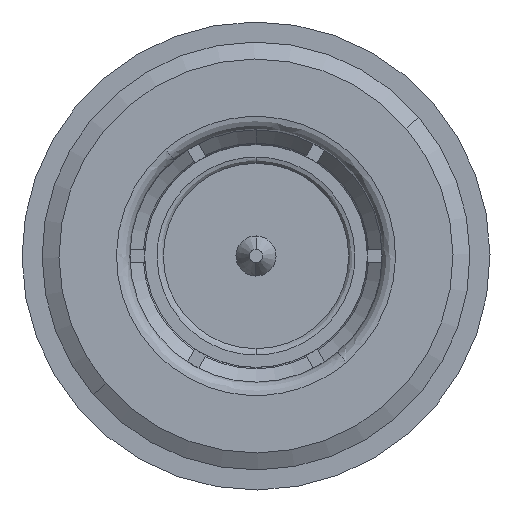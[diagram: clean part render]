
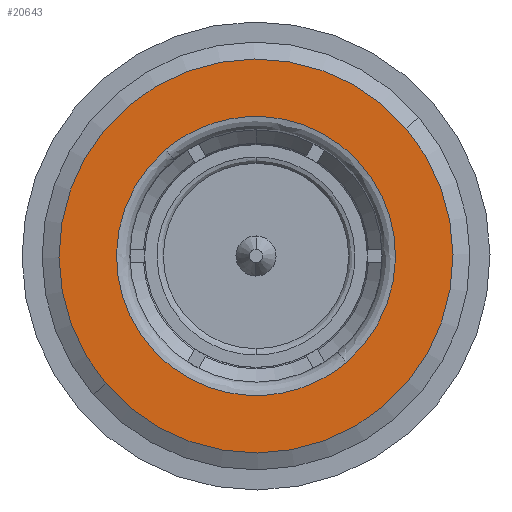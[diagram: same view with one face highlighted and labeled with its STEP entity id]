
A CAD part, left-side view. The second image highlights one B-rep face of the part: STEP entity #20643.
In plain terms, the highlighted planar face has unit normal (-1, 0, 0).
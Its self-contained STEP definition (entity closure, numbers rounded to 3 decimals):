
#1231 = EDGE_LOOP ( 'NONE', ( #14504, #21144 ) ) ;
#1461 = CARTESIAN_POINT ( 'NONE',  ( -3.48, -6.795, 1.677 ) ) ;
#1914 = DIRECTION ( 'NONE',  ( 0., -0.648, -0.761 ) ) ;
#2063 = CIRCLE ( 'NONE', #27981, 4.42 ) ;
#2309 = PLANE ( 'NONE',  #30078 ) ;
#3226 = ORIENTED_EDGE ( 'NONE', *, *, #38596, .F. ) ;
#4166 = DIRECTION ( 'NONE',  ( 0., 0.761, -0.648 ) ) ;
#4808 = VERTEX_POINT ( 'NONE', #6579 ) ;
#6241 = VERTEX_POINT ( 'NONE', #24634 ) ;
#6579 = CARTESIAN_POINT ( 'NONE',  ( -3.48, 3.365, -2.866 ) ) ;
#11125 = CARTESIAN_POINT ( 'NONE',  ( -3.48, -2.03, -2.383 ) ) ;
#11323 = DIRECTION ( 'NONE',  ( 1., 0., 0. ) ) ;
#11937 = CARTESIAN_POINT ( 'NONE',  ( -3.48, 6.795, -1.677 ) ) ;
#13882 = CARTESIAN_POINT ( 'NONE',  ( -3.48, -2.735, 6.442 ) ) ;
#14504 = ORIENTED_EDGE ( 'NONE', *, *, #28010, .F. ) ;
#15977 = CARTESIAN_POINT ( 'NONE',  ( -3.48, -3.365, 2.866 ) ) ;
#16184 = VERTEX_POINT ( 'NONE', #15977 ) ;
#17491 = CIRCLE ( 'NONE', #37419, 4.42 ) ;
#17783 = CARTESIAN_POINT ( 'NONE',  ( -3.48, 2.383, -2.03 ) ) ;
#20643 = ADVANCED_FACE ( 'NONE', ( #38000, #21339 ), #2309, .F. ) ;
#21144 = ORIENTED_EDGE ( 'NONE', *, *, #35698, .F. ) ;
#21339 = FACE_BOUND ( 'NONE', #32031, .T. ) ;
#23167 = EDGE_CURVE ( 'NONE', #38938, #6241, #33347, .T. ) ;
#23425 =( BOUNDED_CURVE ( )  B_SPLINE_CURVE ( 3, ( #11125, #1461, #13882, #39374 ),
 .UNSPECIFIED., .F., .F. ) 
 B_SPLINE_CURVE_WITH_KNOTS ( ( 4, 4 ),
 ( 0., 1. ),
 .UNSPECIFIED. ) 
 CURVE ( )  GEOMETRIC_REPRESENTATION_ITEM ( )  RATIONAL_B_SPLINE_CURVE ( ( 1., 0.333, 0.333, 1. ) ) 
 REPRESENTATION_ITEM ( '' )  );
#24634 = CARTESIAN_POINT ( 'NONE',  ( -3.48, -2.03, -2.383 ) ) ;
#25122 = CARTESIAN_POINT ( 'NONE',  ( -3.48, 0., 0. ) ) ;
#27981 = AXIS2_PLACEMENT_3D ( 'NONE', #25122, #28687, #31813 ) ;
#27982 = CARTESIAN_POINT ( 'NONE',  ( -3.48, 2.03, 2.383 ) ) ;
#28010 = EDGE_CURVE ( 'NONE', #4808, #16184, #2063, .T. ) ;
#28687 = DIRECTION ( 'NONE',  ( 1., 0., 0. ) ) ;
#30078 = AXIS2_PLACEMENT_3D ( 'NONE', #17783, #11323, #1914 ) ;
#31747 = CARTESIAN_POINT ( 'NONE',  ( -3.48, -2.03, -2.383 ) ) ;
#31813 = DIRECTION ( 'NONE',  ( 0., 0.761, -0.648 ) ) ;
#31882 = CARTESIAN_POINT ( 'NONE',  ( -3.48, 2.735, -6.442 ) ) ;
#32031 = EDGE_LOOP ( 'NONE', ( #3226, #32986 ) ) ;
#32343 = DIRECTION ( 'NONE',  ( 1., 0., 0. ) ) ;
#32986 = ORIENTED_EDGE ( 'NONE', *, *, #23167, .F. ) ;
#33347 =( BOUNDED_CURVE ( )  B_SPLINE_CURVE ( 3, ( #27982, #11937, #31882, #31747 ),
 .UNSPECIFIED., .F., .F. ) 
 B_SPLINE_CURVE_WITH_KNOTS ( ( 4, 4 ),
 ( 0., 1. ),
 .UNSPECIFIED. ) 
 CURVE ( )  GEOMETRIC_REPRESENTATION_ITEM ( )  RATIONAL_B_SPLINE_CURVE ( ( 1., 0.333, 0.333, 1. ) ) 
 REPRESENTATION_ITEM ( '' )  );
#35500 = CARTESIAN_POINT ( 'NONE',  ( -3.48, 0., 0. ) ) ;
#35698 = EDGE_CURVE ( 'NONE', #16184, #4808, #17491, .T. ) ;
#36980 = CARTESIAN_POINT ( 'NONE',  ( -3.48, 2.03, 2.383 ) ) ;
#37419 = AXIS2_PLACEMENT_3D ( 'NONE', #35500, #32343, #4166 ) ;
#38000 = FACE_OUTER_BOUND ( 'NONE', #1231, .T. ) ;
#38596 = EDGE_CURVE ( 'NONE', #6241, #38938, #23425, .T. ) ;
#38938 = VERTEX_POINT ( 'NONE', #36980 ) ;
#39374 = CARTESIAN_POINT ( 'NONE',  ( -3.48, 2.03, 2.383 ) ) ;
